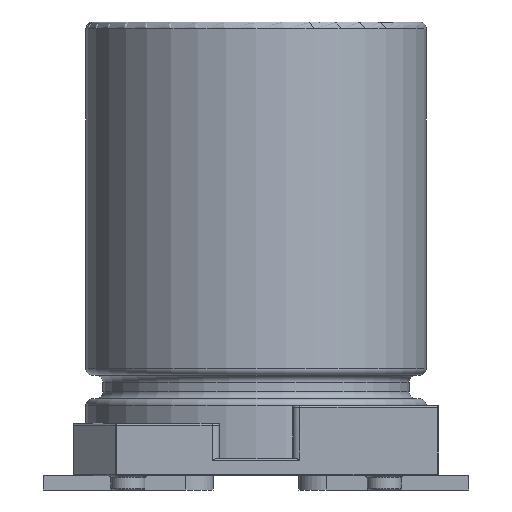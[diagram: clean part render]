
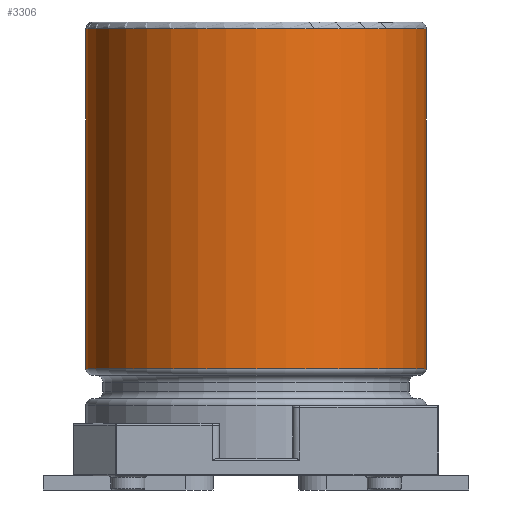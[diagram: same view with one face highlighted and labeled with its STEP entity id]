
A CAD part, front view. The second image highlights one B-rep face of the part: STEP entity #3306.
In plain terms, the highlighted cylindrical face has radius 2 mm (diameter 4 mm), a full revolution.
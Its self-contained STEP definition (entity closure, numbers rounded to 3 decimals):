
#277=CYLINDRICAL_SURFACE('',#3644,2.);
#422=FACE_OUTER_BOUND('',#595,.T.);
#595=EDGE_LOOP('',(#2978,#2979,#2980,#2981,#2982,#2983));
#788=LINE('',#6136,#972);
#972=VECTOR('',#4450,2.);
#1155=CIRCLE('',#3642,2.);
#1156=CIRCLE('',#3643,2.);
#1157=CIRCLE('',#3645,2.);
#1158=CIRCLE('',#3646,2.);
#1536=VERTEX_POINT('',#6129);
#1537=VERTEX_POINT('',#6131);
#1538=VERTEX_POINT('',#6135);
#1539=VERTEX_POINT('',#6137);
#2028=EDGE_CURVE('',#1536,#1537,#1155,.T.);
#2029=EDGE_CURVE('',#1537,#1536,#1156,.T.);
#2030=EDGE_CURVE('',#1537,#1538,#788,.T.);
#2031=EDGE_CURVE('',#1539,#1538,#1157,.T.);
#2032=EDGE_CURVE('',#1538,#1539,#1158,.T.);
#2978=ORIENTED_EDGE('',*,*,#2029,.F.);
#2979=ORIENTED_EDGE('',*,*,#2030,.T.);
#2980=ORIENTED_EDGE('',*,*,#2031,.F.);
#2981=ORIENTED_EDGE('',*,*,#2032,.F.);
#2982=ORIENTED_EDGE('',*,*,#2030,.F.);
#2983=ORIENTED_EDGE('',*,*,#2028,.F.);
#3306=ADVANCED_FACE('',(#422),#277,.T.);
#3642=AXIS2_PLACEMENT_3D('',#6132,#4444,#4445);
#3643=AXIS2_PLACEMENT_3D('',#6133,#4446,#4447);
#3644=AXIS2_PLACEMENT_3D('',#6134,#4448,#4449);
#3645=AXIS2_PLACEMENT_3D('',#6138,#4451,#4452);
#3646=AXIS2_PLACEMENT_3D('',#6139,#4453,#4454);
#4444=DIRECTION('center_axis',(0.,0.,1.));
#4445=DIRECTION('ref_axis',(0.,1.,0.));
#4446=DIRECTION('center_axis',(0.,0.,1.));
#4447=DIRECTION('ref_axis',(0.,1.,0.));
#4448=DIRECTION('center_axis',(0.,0.,1.));
#4449=DIRECTION('ref_axis',(0.,1.,0.));
#4450=DIRECTION('',(0.,0.,-1.));
#4451=DIRECTION('center_axis',(0.,0.,-1.));
#4452=DIRECTION('ref_axis',(0.,-1.,0.));
#4453=DIRECTION('center_axis',(0.,0.,-1.));
#4454=DIRECTION('ref_axis',(0.,-1.,0.));
#6129=CARTESIAN_POINT('',(0.,2.,5.42));
#6131=CARTESIAN_POINT('',(0.,-2.,5.42));
#6132=CARTESIAN_POINT('Origin',(0.,0.,5.42));
#6133=CARTESIAN_POINT('Origin',(0.,0.,5.42));
#6134=CARTESIAN_POINT('Origin',(0.,0.,0.371));
#6135=CARTESIAN_POINT('',(0.,-2.,1.428));
#6136=CARTESIAN_POINT('',(0.,-2.,0.371));
#6137=CARTESIAN_POINT('',(0.,2.,1.428));
#6138=CARTESIAN_POINT('Origin',(0.,0.,1.428));
#6139=CARTESIAN_POINT('Origin',(0.,0.,1.428));
